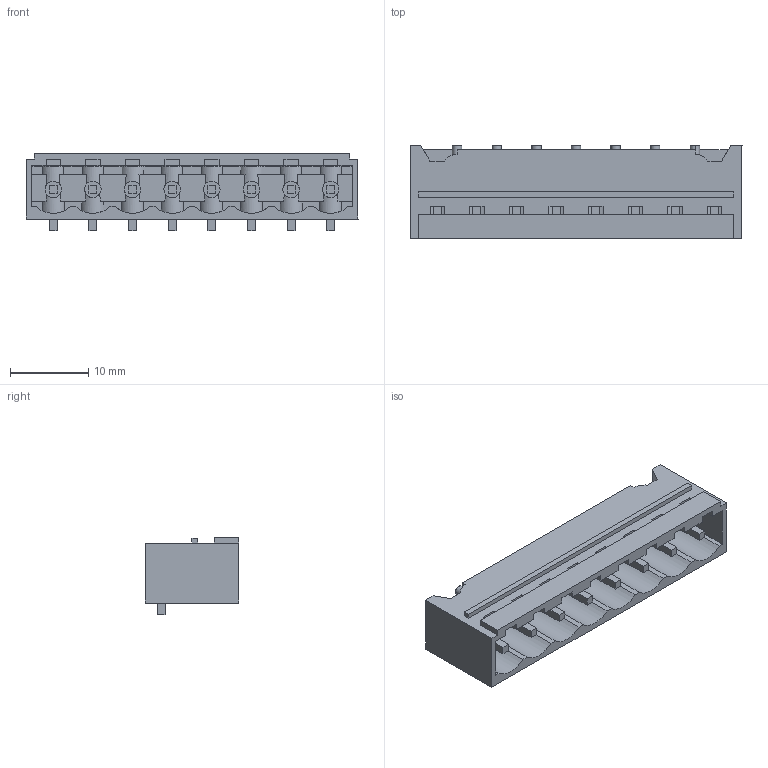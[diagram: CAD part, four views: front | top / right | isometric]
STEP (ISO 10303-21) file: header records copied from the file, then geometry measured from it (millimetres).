
FILE_DESCRIPTION(('CATIA V5 STEP Exchange','CAx-IF Rec.Pracs.--- Model Styling and Organization---1.4--- 2014-01-23'),'2;1');
FILE_NAME ('D1448001_2', '2022-05-20T07:32:25+00:00', ('none'), ('Weidmueller'), 'CATIA Version 5-6 Release 2016 SP3 HF44', 'CATIA V5 STEP AP214', 'none');
FILE_SCHEMA(('AUTOMOTIVE_DESIGN { 1 0 10303 214 1 1 1 1 }'));
Length unit declared in the file: millimetre
Products named in the file (1): 1061940000
Bounding box: 42.54 x 12 x 9.93 mm (x, y, z)
Volume: 1597.5 mm3; surface area: 3631.3 mm2
Topology: 9 solids, 9 shells, 496 faces, 1514 edges, 1021 vertices
Faces by surface type: plane 411, cylinder 71, extrusion 14
Entity records: 16707 total; most frequent: CARTESIAN_POINT 3993, ORIENTED_EDGE 3028, DIRECTION 2012, EDGE_CURVE 1514, VECTOR 1106, LINE 1092, VERTEX_POINT 1021, AXIS2_PLACEMENT_3D 548
